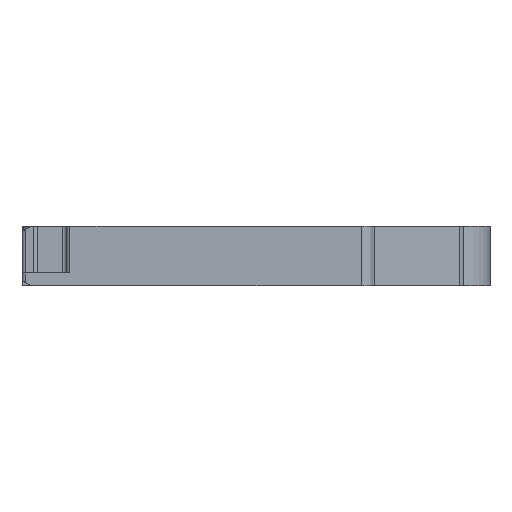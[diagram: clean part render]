
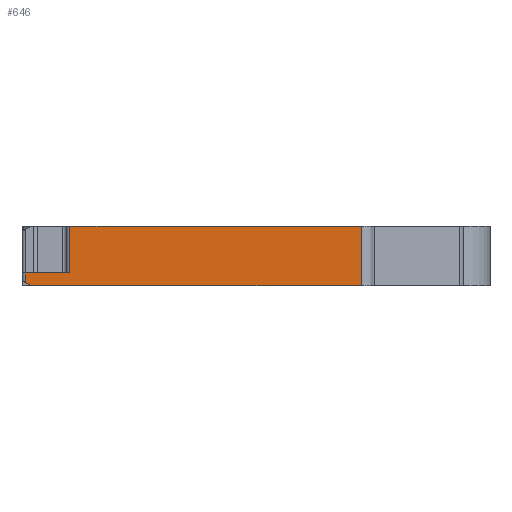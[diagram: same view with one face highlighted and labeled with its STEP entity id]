
A CAD part, left-side view. The second image highlights one B-rep face of the part: STEP entity #646.
In plain terms, the highlighted planar face has unit normal (-1, 0, 0).
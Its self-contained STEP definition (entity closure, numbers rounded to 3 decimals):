
#283=FACE_OUTER_BOUND('',#1275,.T.);
#646=ADVANCED_FACE('',(#283),#980,.T.);
#980=PLANE('',#7706);
#1275=EDGE_LOOP('',(#2403,#2404,#2405,#2406,#2407,#2408,#2409));
#2403=ORIENTED_EDGE('',*,*,#4921,.T.);
#2404=ORIENTED_EDGE('',*,*,#5165,.T.);
#2405=ORIENTED_EDGE('',*,*,#5160,.T.);
#2406=ORIENTED_EDGE('',*,*,#5152,.F.);
#2407=ORIENTED_EDGE('',*,*,#5150,.T.);
#2408=ORIENTED_EDGE('',*,*,#5166,.F.);
#2409=ORIENTED_EDGE('',*,*,#5167,.T.);
#4197=VERTEX_POINT('',#10594);
#4198=VERTEX_POINT('',#10596);
#4357=VERTEX_POINT('',#11052);
#4358=VERTEX_POINT('',#11054);
#4359=VERTEX_POINT('',#11070);
#4366=VERTEX_POINT('',#11086);
#4368=VERTEX_POINT('',#11097);
#4921=EDGE_CURVE('',#4198,#4197,#5925,.T.);
#5150=EDGE_CURVE('',#4358,#4357,#6113,.T.);
#5152=EDGE_CURVE('',#4358,#4359,#6114,.T.);
#5160=EDGE_CURVE('',#4366,#4359,#6118,.T.);
#5165=EDGE_CURVE('',#4197,#4366,#6122,.T.);
#5166=EDGE_CURVE('',#4368,#4357,#6123,.T.);
#5167=EDGE_CURVE('',#4368,#4198,#6124,.T.);
#5925=LINE('',#10595,#6803);
#6113=LINE('',#11053,#6991);
#6114=LINE('',#11069,#6992);
#6118=LINE('',#11085,#6996);
#6122=LINE('',#11094,#7000);
#6123=LINE('',#11096,#7001);
#6124=LINE('',#11098,#7002);
#6803=VECTOR('',#8411,1.);
#6991=VECTOR('',#8819,1.);
#6992=VECTOR('',#8822,1.);
#6996=VECTOR('',#8836,1.);
#7000=VECTOR('',#8846,1.);
#7001=VECTOR('',#8849,1.);
#7002=VECTOR('',#8850,1.);
#7706=AXIS2_PLACEMENT_3D('',#11099,#8851,#8852);
#8411=DIRECTION('',(0.,1.,0.));
#8819=DIRECTION('',(0.,-0.866,-0.5));
#8822=DIRECTION('',(0.,0.,1.));
#8836=DIRECTION('',(0.,1.,0.));
#8846=DIRECTION('',(0.,0.,-1.));
#8849=DIRECTION('',(0.,1.,0.));
#8850=DIRECTION('',(0.,0.,1.));
#8851=DIRECTION('',(-1.,0.,0.));
#8852=DIRECTION('',(0.,0.,1.));
#10594=CARTESIAN_POINT('',(-36.,-4.1,5.1));
#10595=CARTESIAN_POINT('',(-36.,-26.7,5.1));
#10596=CARTESIAN_POINT('',(-36.,-29.,5.1));
#11052=CARTESIAN_POINT('',(-36.,-0.8,0.));
#11053=CARTESIAN_POINT('',(-36.,-0.3,0.289));
#11054=CARTESIAN_POINT('',(-36.,-0.3,0.289));
#11069=CARTESIAN_POINT('',(-36.,-0.3,0.289));
#11070=CARTESIAN_POINT('',(-36.,-0.3,1.1));
#11085=CARTESIAN_POINT('',(-36.,-4.1,1.1));
#11086=CARTESIAN_POINT('',(-36.,-4.1,1.1));
#11094=CARTESIAN_POINT('',(-36.,-4.1,5.1));
#11096=CARTESIAN_POINT('',(-36.,-29.,0.));
#11097=CARTESIAN_POINT('',(-36.,-29.,0.));
#11098=CARTESIAN_POINT('',(-36.,-29.,0.));
#11099=CARTESIAN_POINT('',(-36.,-30.,5.1));
